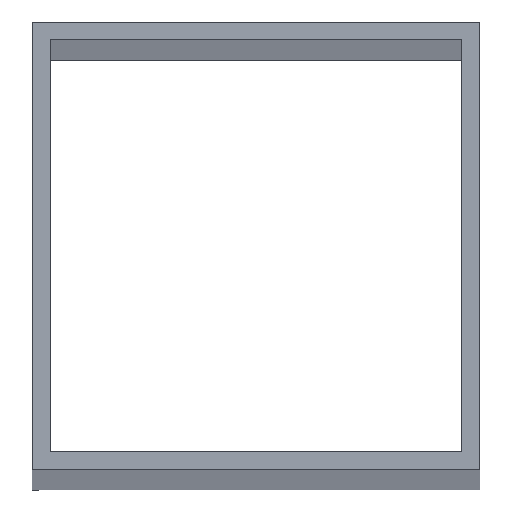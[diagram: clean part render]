
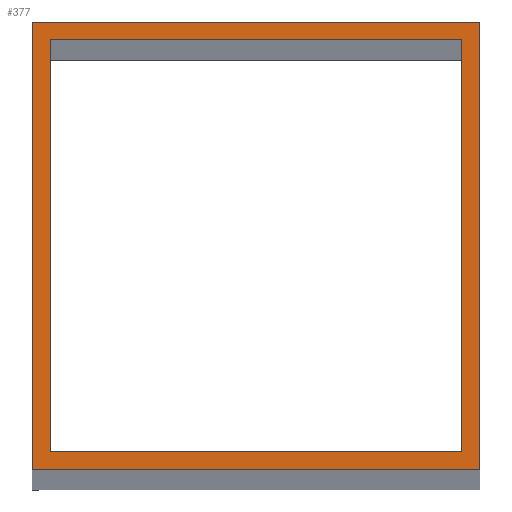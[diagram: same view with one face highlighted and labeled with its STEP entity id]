
A CAD part, top view. The second image highlights one B-rep face of the part: STEP entity #377.
In plain terms, the highlighted planar face has unit normal (0, 0, 1).
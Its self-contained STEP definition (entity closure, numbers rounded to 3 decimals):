
#31=FACE_BOUND('',#94,.T.);
#41=PLANE('',#425);
#59=FACE_OUTER_BOUND('',#93,.T.);
#93=EDGE_LOOP('',(#337,#338,#339,#340));
#94=EDGE_LOOP('',(#341,#342,#343,#344));
#107=LINE('',#585,#139);
#111=LINE('',#592,#143);
#114=LINE('',#598,#146);
#116=LINE('',#601,#148);
#119=LINE('',#609,#151);
#123=LINE('',#616,#155);
#126=LINE('',#622,#158);
#128=LINE('',#625,#160);
#139=VECTOR('',#489,10.);
#143=VECTOR('',#495,10.);
#146=VECTOR('',#500,10.);
#148=VECTOR('',#504,10.);
#151=VECTOR('',#509,10.);
#155=VECTOR('',#515,10.);
#158=VECTOR('',#520,10.);
#160=VECTOR('',#524,10.);
#195=VERTEX_POINT('',#582);
#196=VERTEX_POINT('',#584);
#198=VERTEX_POINT('',#590);
#200=VERTEX_POINT('',#596);
#203=VERTEX_POINT('',#606);
#204=VERTEX_POINT('',#608);
#206=VERTEX_POINT('',#614);
#208=VERTEX_POINT('',#620);
#235=EDGE_CURVE('',#195,#196,#107,.T.);
#239=EDGE_CURVE('',#198,#195,#111,.T.);
#242=EDGE_CURVE('',#200,#198,#114,.T.);
#244=EDGE_CURVE('',#196,#200,#116,.T.);
#247=EDGE_CURVE('',#203,#204,#119,.T.);
#251=EDGE_CURVE('',#206,#203,#123,.T.);
#254=EDGE_CURVE('',#208,#206,#126,.T.);
#256=EDGE_CURVE('',#204,#208,#128,.T.);
#337=ORIENTED_EDGE('',*,*,#256,.F.);
#338=ORIENTED_EDGE('',*,*,#247,.F.);
#339=ORIENTED_EDGE('',*,*,#251,.F.);
#340=ORIENTED_EDGE('',*,*,#254,.F.);
#341=ORIENTED_EDGE('',*,*,#244,.F.);
#342=ORIENTED_EDGE('',*,*,#235,.F.);
#343=ORIENTED_EDGE('',*,*,#239,.F.);
#344=ORIENTED_EDGE('',*,*,#242,.F.);
#377=ADVANCED_FACE('',(#59,#31),#41,.F.);
#425=AXIS2_PLACEMENT_3D('',#626,#525,#526);
#489=DIRECTION('',(0.,1.,0.));
#495=DIRECTION('',(1.,0.,0.));
#500=DIRECTION('',(0.,-1.,0.));
#504=DIRECTION('',(-1.,0.,0.));
#509=DIRECTION('',(0.,1.,0.));
#515=DIRECTION('',(-1.,0.,0.));
#520=DIRECTION('',(0.,-1.,0.));
#524=DIRECTION('',(1.,0.,0.));
#525=DIRECTION('center_axis',(0.,0.,-1.));
#526=DIRECTION('ref_axis',(-1.,0.,0.));
#582=CARTESIAN_POINT('',(-696.,-11.5,693.));
#584=CARTESIAN_POINT('',(-696.,11.5,693.));
#585=CARTESIAN_POINT('',(-696.,-11.5,693.));
#590=CARTESIAN_POINT('',(-719.,-11.5,693.));
#592=CARTESIAN_POINT('',(-719.,-11.5,693.));
#596=CARTESIAN_POINT('',(-719.,11.5,693.));
#598=CARTESIAN_POINT('',(-719.,11.5,693.));
#601=CARTESIAN_POINT('',(-696.,11.5,693.));
#606=CARTESIAN_POINT('',(-720.,-12.5,693.));
#608=CARTESIAN_POINT('',(-720.,12.5,693.));
#609=CARTESIAN_POINT('',(-720.,12.5,693.));
#614=CARTESIAN_POINT('',(-695.,-12.5,693.));
#616=CARTESIAN_POINT('',(-720.,-12.5,693.));
#620=CARTESIAN_POINT('',(-695.,12.5,693.));
#622=CARTESIAN_POINT('',(-695.,-12.5,693.));
#625=CARTESIAN_POINT('',(-695.,12.5,693.));
#626=CARTESIAN_POINT('Origin',(-707.5,0.,693.));
